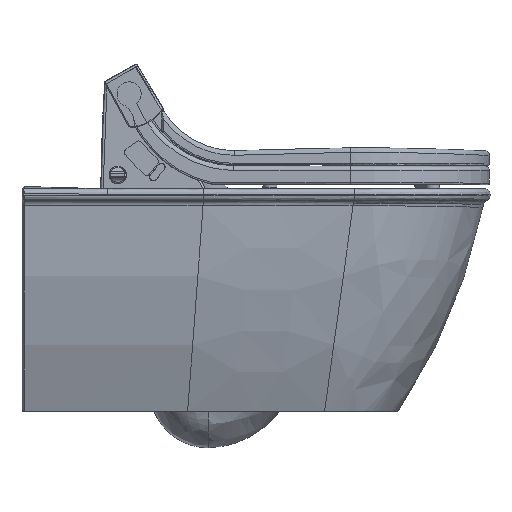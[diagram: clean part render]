
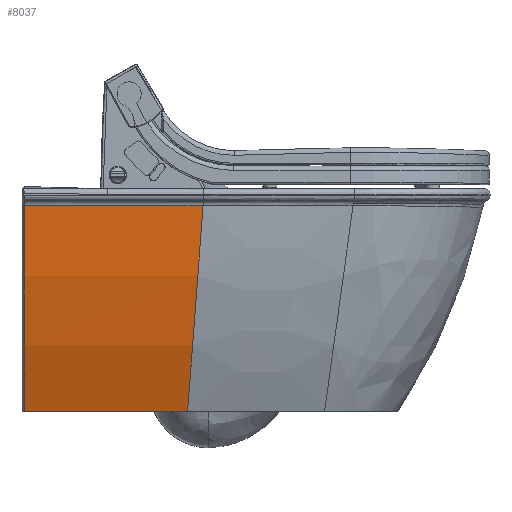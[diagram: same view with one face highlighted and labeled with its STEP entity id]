
A CAD part, front view. The second image highlights one B-rep face of the part: STEP entity #8037.
In plain terms, the highlighted free-form (B-spline) face has degree [5, 1] with [6, 2] control points.
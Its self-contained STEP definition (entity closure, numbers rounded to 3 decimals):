
#2228=CARTESIAN_POINT('',(219.35,-119.759,-295.0));
#2229=VERTEX_POINT('',#2228);
#2239=CARTESIAN_POINT('',(3.,-119.759,-295.));
#2240=VERTEX_POINT('',#2239);
#2241=CARTESIAN_POINT('',(219.35,-119.759,-295.0));
#2242=DIRECTION('',(-1.0,0.0,0.0));
#2243=VECTOR('',#2242,216.35);
#2244=LINE('',#2241,#2243);
#2245=EDGE_CURVE('',#2229,#2240,#2244,.T.);
#7979=CARTESIAN_POINT('',(3.,-173.944,-22.356));
#7980=CARTESIAN_POINT('',(2.947,-173.393,-78.696));
#7981=CARTESIAN_POINT('',(2.895,-167.551,-135.006));
#7982=CARTESIAN_POINT('',(2.844,-156.432,-189.675));
#7983=CARTESIAN_POINT('',(2.794,-140.807,-242.697));
#7984=CARTESIAN_POINT('',(2.743,-119.759,-295.0));
#7985=CARTESIAN_POINT('',(239.856,-171.942,-22.351));
#7986=CARTESIAN_POINT('',(235.658,-171.799,-78.677));
#7987=CARTESIAN_POINT('',(231.46,-166.367,-134.981));
#7988=CARTESIAN_POINT('',(227.364,-155.648,-189.652));
#7989=CARTESIAN_POINT('',(223.357,-140.414,-242.682));
#7990=CARTESIAN_POINT('',(219.35,-119.759,-295.0));
#7991=B_SPLINE_SURFACE_WITH_KNOTS('',5,1,((#7979,#7985),(#7980,#7986),(#7981,#7987),(#7982,#7988),(#7983,#7989),(#7984,#7990)),.UNSPECIFIED.,.F.,.F.,.U.,(6,6),(2,2),(0.0,282.978),(-217.805,20.706),.UNSPECIFIED.);
#7992=ORIENTED_EDGE('',*,*,#2245,.F.);
#7993=CARTESIAN_POINT('',(239.856,-171.942,-22.351));
#7994=VERTEX_POINT('',#7993);
#7995=CARTESIAN_POINT('',(239.856,-171.942,-22.351));
#7996=CARTESIAN_POINT('',(235.658,-171.799,-78.677));
#7997=CARTESIAN_POINT('',(231.46,-166.367,-134.981));
#7998=CARTESIAN_POINT('',(227.364,-155.648,-189.652));
#7999=CARTESIAN_POINT('',(223.357,-140.414,-242.682));
#8000=CARTESIAN_POINT('',(219.35,-119.759,-295.0));
#8001=B_SPLINE_CURVE_WITH_KNOTS('',5,(#7995,#7996,#7997,#7998,#7999,#8000),.UNSPECIFIED.,.F.,.U.,(6,6),(0.0,282.978),.UNSPECIFIED.);
#8002=EDGE_CURVE('',#7994,#2229,#8001,.T.);
#8003=ORIENTED_EDGE('',*,*,#8002,.F.);
#8004=CARTESIAN_POINT('',(3.,-173.944,-22.356));
#8005=VERTEX_POINT('',#8004);
#8006=CARTESIAN_POINT('',(3.,-173.944,-22.356));
#8007=DIRECTION('',(1.,0.008,0.));
#8008=VECTOR('',#8007,236.864);
#8009=LINE('',#8006,#8008);
#8010=EDGE_CURVE('',#8005,#7994,#8009,.T.);
#8011=ORIENTED_EDGE('',*,*,#8010,.F.);
#8012=CARTESIAN_POINT('',(3.,-173.944,-22.356));
#8013=CARTESIAN_POINT('',(3.,-173.915,-25.287));
#8014=CARTESIAN_POINT('',(3.,-173.869,-28.217));
#8015=CARTESIAN_POINT('',(3.,-173.743,-34.076));
#8016=CARTESIAN_POINT('',(3.,-173.663,-37.005));
#8017=CARTESIAN_POINT('',(3.,-173.371,-45.787));
#8018=CARTESIAN_POINT('',(3.,-173.108,-51.638));
#8019=CARTESIAN_POINT('',(3.,-172.114,-69.159));
#8020=CARTESIAN_POINT('',(3.,-171.179,-80.815));
#8021=CARTESIAN_POINT('',(3.,-167.571,-115.583));
#8022=CARTESIAN_POINT('',(3.,-164.094,-138.595));
#8023=CARTESIAN_POINT('',(3.,-155.024,-184.171));
#8024=CARTESIAN_POINT('',(3.,-149.439,-206.711));
#8025=CARTESIAN_POINT('',(3.,-139.503,-240.096));
#8026=CARTESIAN_POINT('',(3.,-135.928,-251.16));
#8027=CARTESIAN_POINT('',(3.,-130.175,-267.648));
#8028=CARTESIAN_POINT('',(3.,-128.187,-273.137));
#8029=CARTESIAN_POINT('',(3.,-124.074,-284.093));
#8030=CARTESIAN_POINT('',(3.,-121.948,-289.559));
#8031=CARTESIAN_POINT('',(3.,-119.759,-295.));
#8032=B_SPLINE_CURVE_WITH_KNOTS('',3,(#8012,#8013,#8014,#8015,#8016,#8017,#8018,#8019,#8020,#8021,#8022,#8023,#8024,#8025,#8026,#8027,#8028,#8029,#8030,#8031),.UNSPECIFIED.,.F.,.U.,(4,2,2,2,2,2,2,2,2,4),(-27.962,-27.083,-26.204,-24.447,-20.939,-13.961,-6.998,-3.511,-1.759,0.),.UNSPECIFIED.);
#8033=EDGE_CURVE('',#8005,#2240,#8032,.T.);
#8034=ORIENTED_EDGE('',*,*,#8033,.T.);
#8035=EDGE_LOOP('',(#7992,#8003,#8011,#8034));
#8036=FACE_OUTER_BOUND('',#8035,.T.);
#8037=ADVANCED_FACE('',(#8036),#7991,.T.);
